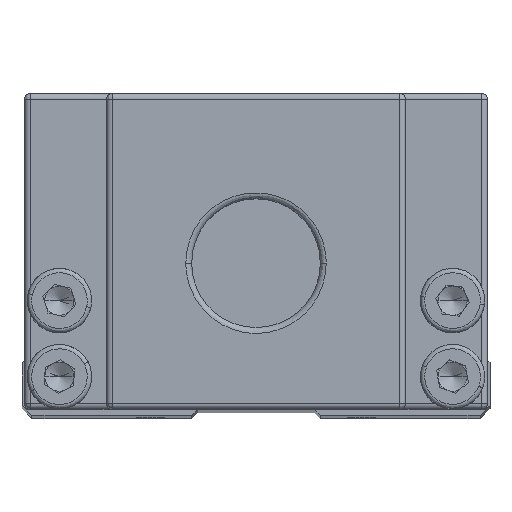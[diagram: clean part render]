
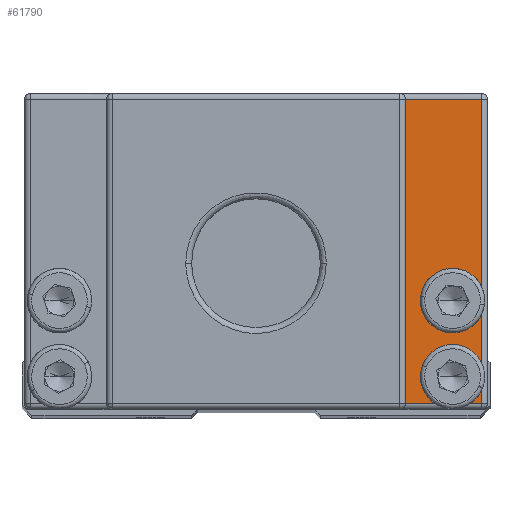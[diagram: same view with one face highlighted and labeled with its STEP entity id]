
A CAD part, top view. The second image highlights one B-rep face of the part: STEP entity #61790.
In plain terms, the highlighted face is planar.
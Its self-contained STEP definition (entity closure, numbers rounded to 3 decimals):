
#177 = DIRECTION ( 'NONE',  ( 1., 0., 0. ) ) ;
#432 = VERTEX_POINT ( 'NONE', #88821 ) ;
#1825 = CARTESIAN_POINT ( 'NONE',  ( -16.8, 10.3, -5.5 ) ) ;
#2080 = DIRECTION ( 'NONE',  ( 0., 0., 1. ) ) ;
#3376 = CIRCLE ( 'NONE', #45657, 1.75 ) ;
#5058 = VECTOR ( 'NONE', #54709, 1000. ) ;
#5472 = EDGE_CURVE ( 'NONE', #101024, #20381, #56591, .T. ) ;
#6438 = CARTESIAN_POINT ( 'NONE',  ( -16.8, 10.3, -5.5 ) ) ;
#7532 = EDGE_CURVE ( 'NONE', #432, #13829, #16816, .T. ) ;
#7663 = CARTESIAN_POINT ( 'NONE',  ( -16.8, 3.8, -5.5 ) ) ;
#8190 = ORIENTED_EDGE ( 'NONE', *, *, #5472, .F. ) ;
#9025 = CARTESIAN_POINT ( 'NONE',  ( -19.3, 1.5, -5.5 ) ) ;
#9198 = ORIENTED_EDGE ( 'NONE', *, *, #26995, .F. ) ;
#9576 = DIRECTION ( 'NONE',  ( 1., 0., 0. ) ) ;
#9788 = FACE_BOUND ( 'NONE', #19632, .T. ) ;
#11311 = VERTEX_POINT ( 'NONE', #62659 ) ;
#12355 = ORIENTED_EDGE ( 'NONE', *, *, #74911, .F. ) ;
#13829 = VERTEX_POINT ( 'NONE', #9025 ) ;
#16807 = DIRECTION ( 'NONE',  ( 1., 0., 0. ) ) ;
#16816 = LINE ( 'NONE', #45148, #96099 ) ;
#19632 = EDGE_LOOP ( 'NONE', ( #9198, #41786 ) ) ;
#20381 = VERTEX_POINT ( 'NONE', #53480 ) ;
#23217 = FACE_BOUND ( 'NONE', #64386, .T. ) ;
#24040 = CIRCLE ( 'NONE', #51378, 1.75 ) ;
#24058 = CARTESIAN_POINT ( 'NONE',  ( -12.8, 27.5, -5.5 ) ) ;
#25320 = CARTESIAN_POINT ( 'NONE',  ( -15.05, 10.3, -5.5 ) ) ;
#26995 = EDGE_CURVE ( 'NONE', #11311, #61441, #3376, .T. ) ;
#27172 = EDGE_CURVE ( 'NONE', #45416, #44066, #78932, .T. ) ;
#33520 = EDGE_CURVE ( 'NONE', #61441, #11311, #24040, .T. ) ;
#35215 = EDGE_LOOP ( 'NONE', ( #46485, #57534, #52702, #8190 ) ) ;
#35780 = VECTOR ( 'NONE', #96212, 1000. ) ;
#37690 = AXIS2_PLACEMENT_3D ( 'NONE', #1825, #95496, #16807 ) ;
#39274 = PLANE ( 'NONE',  #83144 ) ;
#39344 = CARTESIAN_POINT ( 'NONE',  ( -16.8, 3.8, -5.5 ) ) ;
#41786 = ORIENTED_EDGE ( 'NONE', *, *, #33520, .F. ) ;
#44066 = VERTEX_POINT ( 'NONE', #25320 ) ;
#44388 = VECTOR ( 'NONE', #51955, 1000. ) ;
#45148 = CARTESIAN_POINT ( 'NONE',  ( -19.3, 28., -5.5 ) ) ;
#45416 = VERTEX_POINT ( 'NONE', #89117 ) ;
#45657 = AXIS2_PLACEMENT_3D ( 'NONE', #39344, #54351, #177 ) ;
#46485 = ORIENTED_EDGE ( 'NONE', *, *, #62782, .F. ) ;
#47528 = AXIS2_PLACEMENT_3D ( 'NONE', #6438, #90930, #75563 ) ;
#48443 = CARTESIAN_POINT ( 'NONE',  ( -12.8, 1., -5.5 ) ) ;
#50363 = LINE ( 'NONE', #72337, #35780 ) ;
#51378 = AXIS2_PLACEMENT_3D ( 'NONE', #7663, #63434, #70943 ) ;
#51955 = DIRECTION ( 'NONE',  ( 0., 1., 0. ) ) ;
#52702 = ORIENTED_EDGE ( 'NONE', *, *, #92308, .F. ) ;
#53480 = CARTESIAN_POINT ( 'NONE',  ( -12.8, 27.5, -5.5 ) ) ;
#54351 = DIRECTION ( 'NONE',  ( 0., 0., -1. ) ) ;
#54709 = DIRECTION ( 'NONE',  ( -1., 0., 0. ) ) ;
#56591 = LINE ( 'NONE', #82964, #44388 ) ;
#57534 = ORIENTED_EDGE ( 'NONE', *, *, #7532, .F. ) ;
#59697 = CARTESIAN_POINT ( 'NONE',  ( -18.55, 3.8, -5.5 ) ) ;
#59706 = FACE_OUTER_BOUND ( 'NONE', #35215, .T. ) ;
#59879 = LINE ( 'NONE', #24058, #5058 ) ;
#61441 = VERTEX_POINT ( 'NONE', #59697 ) ;
#61790 = ADVANCED_FACE ( 'NONE', ( #9788, #23217, #59706 ), #39274, .F. ) ;
#62659 = CARTESIAN_POINT ( 'NONE',  ( -15.05, 3.8, -5.5 ) ) ;
#62782 = EDGE_CURVE ( 'NONE', #13829, #101024, #50363, .T. ) ;
#63434 = DIRECTION ( 'NONE',  ( 0., 0., -1. ) ) ;
#64386 = EDGE_LOOP ( 'NONE', ( #12355, #81485 ) ) ;
#70943 = DIRECTION ( 'NONE',  ( 1., 0., 0. ) ) ;
#72337 = CARTESIAN_POINT ( 'NONE',  ( -12.8, 1.5, -5.5 ) ) ;
#74911 = EDGE_CURVE ( 'NONE', #44066, #45416, #87112, .T. ) ;
#75563 = DIRECTION ( 'NONE',  ( 1., 0., 0. ) ) ;
#76435 = DIRECTION ( 'NONE',  ( 0., -1., 0. ) ) ;
#78932 = CIRCLE ( 'NONE', #37690, 1.75 ) ;
#81485 = ORIENTED_EDGE ( 'NONE', *, *, #27172, .F. ) ;
#82964 = CARTESIAN_POINT ( 'NONE',  ( -12.8, 1., -5.5 ) ) ;
#83144 = AXIS2_PLACEMENT_3D ( 'NONE', #48443, #2080, #9576 ) ;
#85752 = CARTESIAN_POINT ( 'NONE',  ( -12.8, 1.5, -5.5 ) ) ;
#87112 = CIRCLE ( 'NONE', #47528, 1.75 ) ;
#88821 = CARTESIAN_POINT ( 'NONE',  ( -19.3, 27.5, -5.5 ) ) ;
#89117 = CARTESIAN_POINT ( 'NONE',  ( -18.55, 10.3, -5.5 ) ) ;
#90930 = DIRECTION ( 'NONE',  ( 0., 0., -1. ) ) ;
#92308 = EDGE_CURVE ( 'NONE', #20381, #432, #59879, .T. ) ;
#95496 = DIRECTION ( 'NONE',  ( 0., 0., -1. ) ) ;
#96099 = VECTOR ( 'NONE', #76435, 1000. ) ;
#96212 = DIRECTION ( 'NONE',  ( 1., 0., 0. ) ) ;
#101024 = VERTEX_POINT ( 'NONE', #85752 ) ;
